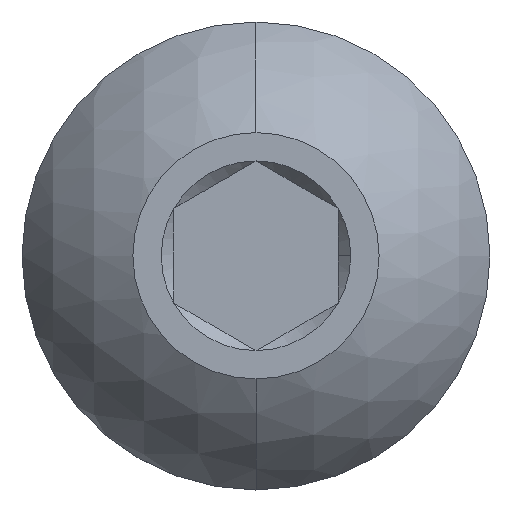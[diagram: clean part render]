
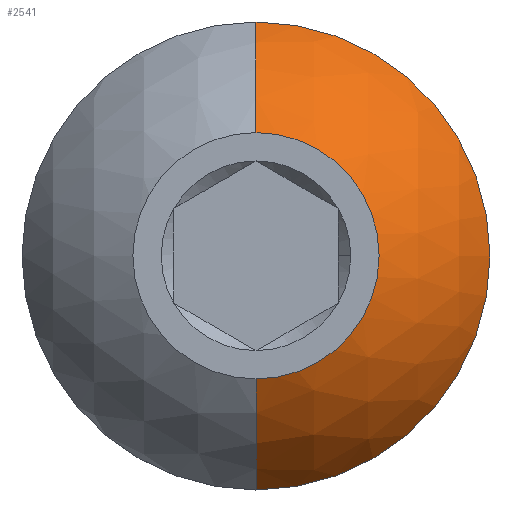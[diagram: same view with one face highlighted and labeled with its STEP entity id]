
A CAD part, top view. The second image highlights one B-rep face of the part: STEP entity #2541.
In plain terms, the highlighted spherical face has radius 3.172 mm.
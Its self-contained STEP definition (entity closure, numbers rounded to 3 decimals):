
#118 = CIRCLE ( 'NONE', #11660, 1.5 ) ;
#155 = CIRCLE ( 'NONE', #6938, 2.85 ) ;
#714 = CARTESIAN_POINT ( 'NONE',  ( 2.85, 0., -1.403 ) ) ;
#1472 = CARTESIAN_POINT ( 'NONE',  ( 0., -1.5, 0. ) ) ;
#2020 = VERTEX_POINT ( 'NONE', #10779 ) ;
#2118 = CARTESIAN_POINT ( 'NONE',  ( 0., 0., -2.795 ) ) ;
#2363 = DIRECTION ( 'NONE',  ( 0., 0., 1. ) ) ;
#2541 = ADVANCED_FACE ( 'NONE', ( #6541 ), #12440, .T. ) ;
#2553 = ORIENTED_EDGE ( 'NONE', *, *, #12453, .F. ) ;
#2570 = CARTESIAN_POINT ( 'NONE',  ( 0., 0., -2.795 ) ) ;
#3306 = AXIS2_PLACEMENT_3D ( 'NONE', #2570, #5509, #3639 ) ;
#3311 = ORIENTED_EDGE ( 'NONE', *, *, #8729, .F. ) ;
#3639 = DIRECTION ( 'NONE',  ( 0., -1., 0. ) ) ;
#3814 = ORIENTED_EDGE ( 'NONE', *, *, #8743, .T. ) ;
#4168 = CARTESIAN_POINT ( 'NONE',  ( 0., 0., -1.403 ) ) ;
#4209 = DIRECTION ( 'NONE',  ( 0., 0., 1. ) ) ;
#4753 = CARTESIAN_POINT ( 'NONE',  ( 0., 1.5, 0. ) ) ;
#4947 = EDGE_LOOP ( 'NONE', ( #3814, #8203, #11865, #2553, #3311 ) ) ;
#5149 = CIRCLE ( 'NONE', #3306, 3.172 ) ;
#5153 = DIRECTION ( 'NONE',  ( 1., 0., 0. ) ) ;
#5383 = DIRECTION ( 'NONE',  ( 0., 0., 1. ) ) ;
#5509 = DIRECTION ( 'NONE',  ( -1., 0., 0. ) ) ;
#5846 = EDGE_CURVE ( 'NONE', #2020, #8870, #11927, .T. ) ;
#6186 = VERTEX_POINT ( 'NONE', #1472 ) ;
#6348 = AXIS2_PLACEMENT_3D ( 'NONE', #2118, #8855, #10837 ) ;
#6541 = FACE_OUTER_BOUND ( 'NONE', #4947, .T. ) ;
#6938 = AXIS2_PLACEMENT_3D ( 'NONE', #12208, #5383, #8420 ) ;
#6972 = VERTEX_POINT ( 'NONE', #7699 ) ;
#7093 = CARTESIAN_POINT ( 'NONE',  ( 0., 0., 0. ) ) ;
#7699 = CARTESIAN_POINT ( 'NONE',  ( 0., -2.85, -1.403 ) ) ;
#7964 = DIRECTION ( 'NONE',  ( 1., 0., 0. ) ) ;
#8085 = VERTEX_POINT ( 'NONE', #714 ) ;
#8203 = ORIENTED_EDGE ( 'NONE', *, *, #8220, .T. ) ;
#8220 = EDGE_CURVE ( 'NONE', #8085, #2020, #8905, .T. ) ;
#8420 = DIRECTION ( 'NONE',  ( 1., 0., 0. ) ) ;
#8729 = EDGE_CURVE ( 'NONE', #6972, #6186, #5149, .T. ) ;
#8743 = EDGE_CURVE ( 'NONE', #6972, #8085, #155, .T. ) ;
#8855 = DIRECTION ( 'NONE',  ( 1., 0., 0. ) ) ;
#8870 = VERTEX_POINT ( 'NONE', #4753 ) ;
#8905 = CIRCLE ( 'NONE', #12283, 2.85 ) ;
#9094 = CARTESIAN_POINT ( 'NONE',  ( 0., 0., -2.795 ) ) ;
#9240 = AXIS2_PLACEMENT_3D ( 'NONE', #9094, #7964, #11951 ) ;
#10779 = CARTESIAN_POINT ( 'NONE',  ( 0., 2.85, -1.403 ) ) ;
#10837 = DIRECTION ( 'NONE',  ( 0., -1., 0. ) ) ;
#10890 = DIRECTION ( 'NONE',  ( 1., 0., 0. ) ) ;
#11660 = AXIS2_PLACEMENT_3D ( 'NONE', #7093, #2363, #5153 ) ;
#11865 = ORIENTED_EDGE ( 'NONE', *, *, #5846, .T. ) ;
#11927 = CIRCLE ( 'NONE', #9240, 3.172 ) ;
#11951 = DIRECTION ( 'NONE',  ( 0., 1., 0. ) ) ;
#12208 = CARTESIAN_POINT ( 'NONE',  ( 0., 0., -1.403 ) ) ;
#12283 = AXIS2_PLACEMENT_3D ( 'NONE', #4168, #4209, #10890 ) ;
#12440 = SPHERICAL_SURFACE ( 'NONE', #6348, 3.172 ) ;
#12453 = EDGE_CURVE ( 'NONE', #6186, #8870, #118, .T. ) ;
